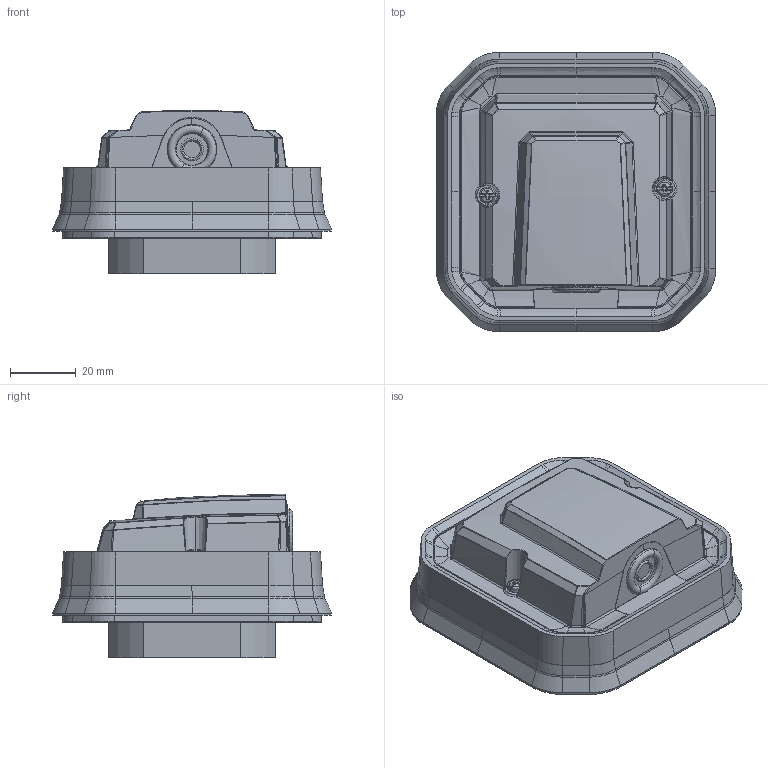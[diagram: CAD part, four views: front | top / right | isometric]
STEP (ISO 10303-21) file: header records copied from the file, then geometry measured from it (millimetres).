
FILE_DESCRIPTION(('CATIA V5 STEP Exchange','CAx-IF Rec.Pracs.--- Model Styling and Organization---1.5--- 2016-08-15','CAx-IF Rec.Pracs.---Supplemental Geometry---1.0---2011-11-01','CAx-IF Rec.Pracs.--- Composite Materials ---1.1---2010-07-15'),'2;1');
FILE_NAME('069848L.stp','2022-09-23T11:39:12+00:00',('none'),('none'),'CATIA Version 5-6 Release 2020 SP3','CATIA V5 STEP AP214 v2','none');
FILE_SCHEMA(('AUTOMOTIVE_DESIGN { 1 0 10303 214 1 1 1 1 }'));
Products named in the file (1): 069848L _AllCATPart
Bounding box: 85.11 x 85.11 x 49.7 mm (x, y, z)
Surface area: 27131.2 mm2 (no closed solid volume)
Topology: 0 solids, 6 shells, 767 faces, 2003 edges, 1235 vertices
Faces by surface type: bspline 441, plane 126, cylinder 79, cone 61, torus 36, sphere 24
Entity records: 52289 total; most frequent: CARTESIAN_POINT 38026, ORIENTED_EDGE 3799, EDGE_CURVE 1989, B_SPLINE_CURVE_WITH_KNOTS 1338, VERTEX_POINT 1235, DIRECTION 1223, EDGE_LOOP 777, ADVANCED_FACE 767
